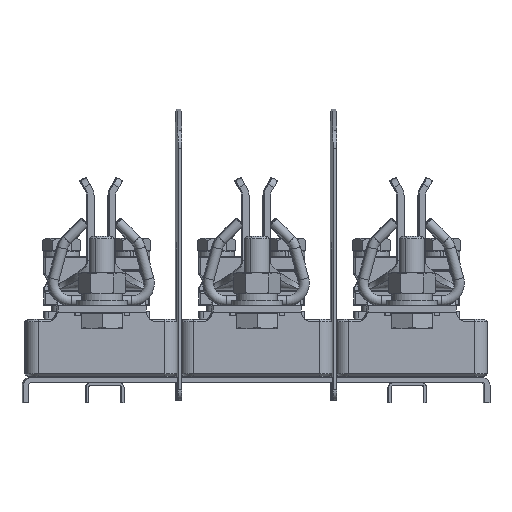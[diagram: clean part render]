
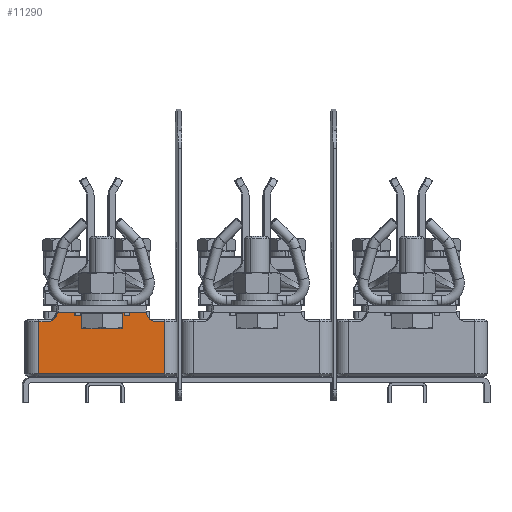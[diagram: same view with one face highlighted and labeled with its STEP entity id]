
A CAD part, front view. The second image highlights one B-rep face of the part: STEP entity #11290.
In plain terms, the highlighted face is planar.
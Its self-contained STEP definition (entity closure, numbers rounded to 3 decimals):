
#9234=DIRECTION('',(0.,-1.,0.));
#9235=VECTOR('',#9234,20.7);
#9236=CARTESIAN_POINT('',(-25.,22.2,25.));
#9237=LINE('',#9236,#9235);
#9263=DIRECTION('',(1.,0.,0.));
#9264=VECTOR('',#9263,50.);
#9265=CARTESIAN_POINT('',(-25.,1.5,25.));
#9266=LINE('',#9265,#9264);
#9270=DIRECTION('',(0.,-1.,0.));
#9271=VECTOR('',#9270,0.5);
#9272=CARTESIAN_POINT('',(-5.,26.,25.));
#9273=LINE('',#9272,#9271);
#9277=DIRECTION('',(1.,0.,0.));
#9278=VECTOR('',#9277,10.);
#9279=CARTESIAN_POINT('',(-5.,25.5,25.));
#9280=LINE('',#9279,#9278);
#9284=DIRECTION('',(1.,0.,0.));
#9285=VECTOR('',#9284,12.);
#9286=CARTESIAN_POINT('',(5.,26.,25.));
#9287=LINE('',#9286,#9285);
#9291=DIRECTION('',(0.819,-0.574,0.));
#9292=VECTOR('',#9291,0.819);
#9293=CARTESIAN_POINT('',(17.,26.,25.));
#9294=LINE('',#9293,#9292);
#9298=DIRECTION('',(0.342,-0.94,0.));
#9299=VECTOR('',#9298,1.98);
#9300=CARTESIAN_POINT('',(17.671,25.53,25.));
#9301=LINE('',#9300,#9299);
#9305=DIRECTION('',(0.819,-0.574,0.));
#9306=VECTOR('',#9305,2.563);
#9307=CARTESIAN_POINT('',(18.348,23.67,25.));
#9308=LINE('',#9307,#9306);
#9312=DIRECTION('',(0.819,0.574,0.));
#9313=VECTOR('',#9312,2.563);
#9314=CARTESIAN_POINT('',(-20.447,22.2,25.));
#9315=LINE('',#9314,#9313);
#9319=DIRECTION('',(0.342,0.94,0.));
#9320=VECTOR('',#9319,1.98);
#9321=CARTESIAN_POINT('',(-18.348,23.67,25.));
#9322=LINE('',#9321,#9320);
#9326=DIRECTION('',(0.819,0.574,0.));
#9327=VECTOR('',#9326,0.819);
#9328=CARTESIAN_POINT('',(-17.671,25.53,25.));
#9329=LINE('',#9328,#9327);
#9333=DIRECTION('',(1.,0.,0.));
#9334=VECTOR('',#9333,12.);
#9335=CARTESIAN_POINT('',(-17.,26.,25.));
#9336=LINE('',#9335,#9334);
#9424=DIRECTION('',(-1.,0.,0.));
#9425=VECTOR('',#9424,4.553);
#9426=CARTESIAN_POINT('',(-20.447,22.2,25.));
#9427=LINE('',#9426,#9425);
#9466=DIRECTION('',(-1.,0.,0.));
#9467=VECTOR('',#9466,4.553);
#9468=CARTESIAN_POINT('',(25.,22.2,25.));
#9469=LINE('',#9468,#9467);
#9502=DIRECTION('',(0.,1.,0.));
#9503=VECTOR('',#9502,20.7);
#9504=CARTESIAN_POINT('',(25.,1.5,25.));
#9505=LINE('',#9504,#9503);
#10280=DIRECTION('',(0.,-1.,0.));
#10281=VECTOR('',#10280,0.5);
#10282=CARTESIAN_POINT('',(5.,26.,25.));
#10283=LINE('',#10282,#10281);
#10546=CARTESIAN_POINT('',(-25.,22.2,25.));
#10547=VERTEX_POINT('',#10546);
#10549=CARTESIAN_POINT('',(-25.,1.5,25.));
#10551=VERTEX_POINT('',#10549);
#10556=CARTESIAN_POINT('',(25.,1.5,25.));
#10557=VERTEX_POINT('',#10556);
#10560=CARTESIAN_POINT('',(-5.,26.,25.));
#10561=CARTESIAN_POINT('',(-5.,25.5,25.));
#10562=VERTEX_POINT('',#10560);
#10563=VERTEX_POINT('',#10561);
#10564=CARTESIAN_POINT('',(5.,25.5,25.));
#10565=VERTEX_POINT('',#10564);
#10566=CARTESIAN_POINT('',(5.,26.,25.));
#10567=VERTEX_POINT('',#10566);
#10568=CARTESIAN_POINT('',(17.,26.,25.));
#10569=VERTEX_POINT('',#10568);
#10570=CARTESIAN_POINT('',(17.671,25.53,25.));
#10571=VERTEX_POINT('',#10570);
#10572=CARTESIAN_POINT('',(18.348,23.67,25.));
#10573=VERTEX_POINT('',#10572);
#10574=CARTESIAN_POINT('',(20.447,22.2,25.));
#10575=VERTEX_POINT('',#10574);
#10576=CARTESIAN_POINT('',(25.,22.2,25.));
#10577=VERTEX_POINT('',#10576);
#10578=CARTESIAN_POINT('',(-20.447,22.2,25.));
#10579=VERTEX_POINT('',#10578);
#10580=CARTESIAN_POINT('',(-18.348,23.67,25.));
#10581=VERTEX_POINT('',#10580);
#10582=CARTESIAN_POINT('',(-17.671,25.53,25.));
#10583=VERTEX_POINT('',#10582);
#10584=CARTESIAN_POINT('',(-17.,26.,25.));
#10585=VERTEX_POINT('',#10584);
#11253=CARTESIAN_POINT('',(-25.,0.,25.));
#11254=DIRECTION('',(0.,0.,1.));
#11255=DIRECTION('',(1.,0.,0.));
#11256=AXIS2_PLACEMENT_3D('',#11253,#11254,#11255);
#11257=PLANE('',#11256);
#11259=ORIENTED_EDGE('',*,*,#11258,.T.);
#11261=ORIENTED_EDGE('',*,*,#11260,.T.);
#11263=ORIENTED_EDGE('',*,*,#11262,.F.);
#11265=ORIENTED_EDGE('',*,*,#11264,.T.);
#11267=ORIENTED_EDGE('',*,*,#11266,.T.);
#11269=ORIENTED_EDGE('',*,*,#11268,.T.);
#11271=ORIENTED_EDGE('',*,*,#11270,.T.);
#11273=ORIENTED_EDGE('',*,*,#11272,.F.);
#11275=ORIENTED_EDGE('',*,*,#11274,.F.);
#11276=ORIENTED_EDGE('',*,*,#11243,.F.);
#11277=ORIENTED_EDGE('',*,*,#11218,.F.);
#11279=ORIENTED_EDGE('',*,*,#11278,.F.);
#11281=ORIENTED_EDGE('',*,*,#11280,.T.);
#11283=ORIENTED_EDGE('',*,*,#11282,.T.);
#11285=ORIENTED_EDGE('',*,*,#11284,.T.);
#11287=ORIENTED_EDGE('',*,*,#11286,.T.);
#11288=EDGE_LOOP('',(#11259,#11261,#11263,#11265,#11267,#11269,#11271,#11273,
#11275,#11276,#11277,#11279,#11281,#11283,#11285,#11287));
#11289=FACE_OUTER_BOUND('',#11288,.F.);
#11218=EDGE_CURVE('',#10547,#10551,#9237,.T.);
#11243=EDGE_CURVE('',#10551,#10557,#9266,.T.);
#11258=EDGE_CURVE('',#10562,#10563,#9273,.T.);
#11260=EDGE_CURVE('',#10563,#10565,#9280,.T.);
#11262=EDGE_CURVE('',#10567,#10565,#10283,.T.);
#11264=EDGE_CURVE('',#10567,#10569,#9287,.T.);
#11266=EDGE_CURVE('',#10569,#10571,#9294,.T.);
#11268=EDGE_CURVE('',#10571,#10573,#9301,.T.);
#11270=EDGE_CURVE('',#10573,#10575,#9308,.T.);
#11272=EDGE_CURVE('',#10577,#10575,#9469,.T.);
#11274=EDGE_CURVE('',#10557,#10577,#9505,.T.);
#11278=EDGE_CURVE('',#10579,#10547,#9427,.T.);
#11280=EDGE_CURVE('',#10579,#10581,#9315,.T.);
#11282=EDGE_CURVE('',#10581,#10583,#9322,.T.);
#11284=EDGE_CURVE('',#10583,#10585,#9329,.T.);
#11286=EDGE_CURVE('',#10585,#10562,#9336,.T.);
#11290=ADVANCED_FACE('',(#11289),#11257,.T.);
